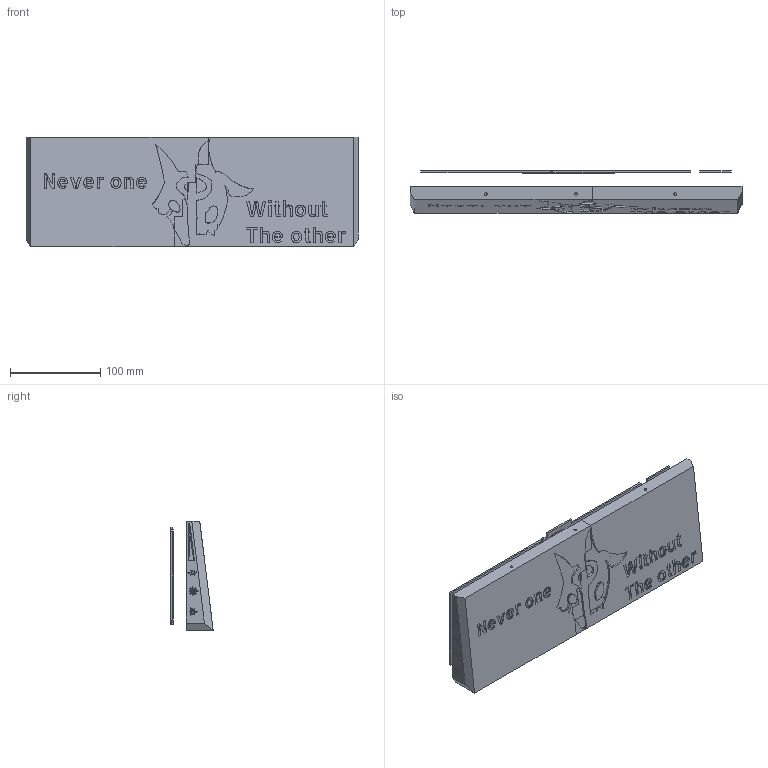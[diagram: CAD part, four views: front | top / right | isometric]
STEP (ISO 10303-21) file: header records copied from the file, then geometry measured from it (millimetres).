
FILE_DESCRIPTION(/* description */ ('STEP AP242','CAx-IF Rec.Pracs.---Representation and Presentation of Product Manufacturing Information (PMI)---4.0---2014-10-13','CAx-IF Rec.Pracs.---3D Tessellated Geometry---0.4---2014-09-14','2;1'),/* implementation_level */ '2;1');
FILE_NAME(/* name */ '687a48c80f797b40055a0698',/* time_stamp */ '2025-07-18T13:14:52Z',/* author */ (''),/* organization */ (''),/* preprocessor_version */ 'ST-DEVELOPER v20',/* originating_system */ 'ONSHAPE BY PTC INC, 1.200',/* authorisation */ ' ');
FILE_SCHEMA (('AP242_MANAGED_MODEL_BASED_3D_ENGINEERING_MIM_LF { 1 0 10303 442 1 1 4 }'));
Products named in the file (4): Side foam; Left case; Right case; main foam
Bounding box: 367.9 x 47 x 121.6 mm (x, y, z)
Volume: 699535.5 mm3; surface area: 211620.1 mm2
Topology: 4 solids, 4 shells, 1712 faces, 4691 edges, 3124 vertices
Faces by surface type: plane 752, bspline 587, cylinder 373
Full cylindrical faces by diameter (mm): 0.573 x1, 2 x8, 3 x3
Entity records: 57389 total; most frequent: CARTESIAN_POINT 16256, ORIENTED_EDGE 9356, DIRECTION 6559, EDGE_CURVE 4678, VERTEX_POINT 3124, LINE 2743, VECTOR 2743, AXIS2_PLACEMENT_3D 1908
